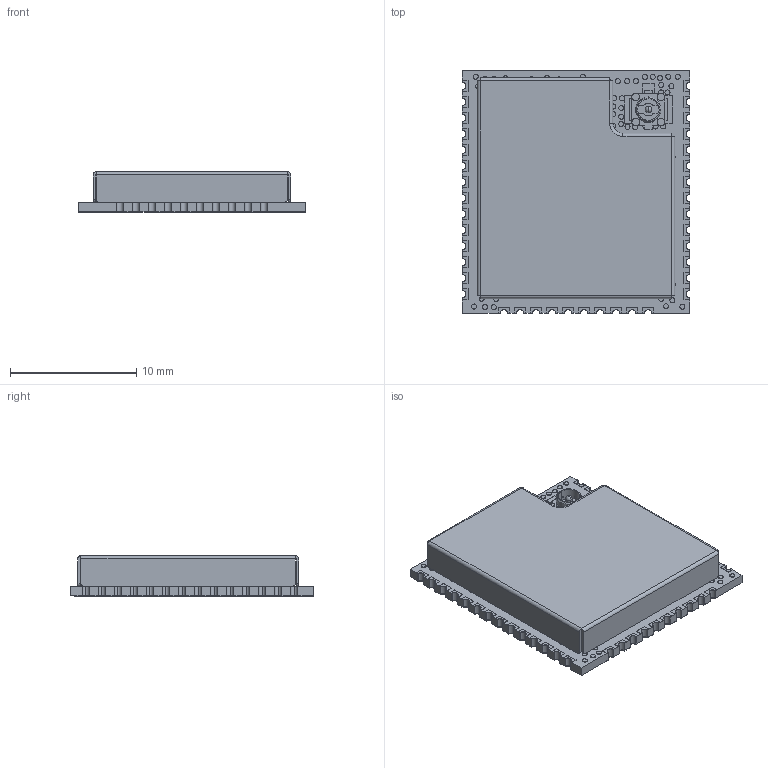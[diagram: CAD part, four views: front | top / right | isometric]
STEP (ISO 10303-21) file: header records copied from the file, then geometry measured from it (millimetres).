
FILE_DESCRIPTION (( 'STEP AP214' ), '1' );
FILE_NAME ('ESP32-WROOM-32UE.STEP', '2021-03-08T06:15:19', ( 'madcow' ), ( 'Microsoft' ), 'SwSTEP 2.0', 'SolidWorks 2019', '' );
FILE_SCHEMA (( 'AUTOMOTIVE_DESIGN' ));
Length unit declared in the file: millimetre
Products named in the file (618): uid__4-47^DesignRootModel_PCB_ESP32-WROOM-32UE_V1(2)_PCB_ESP32-WROOM-32UE_V1; uid__4-132^DesignRootModel_PCB_ESP32-WROOM-32UE_V1(2)_PCB_ESP32-WROOM-32UE_V1; uid__4-218^DesignRootModel_PCB_ESP32-WROOM-32UE_V1(2)_PCB_ESP32-WROOM-32UE_V1; uid__1-342^DesignRootModel_PCB_ESP32-WROOM-32UE_V1(2)_PCB_ESP32-WROOM-32UE_V1; uid__1-426^DesignRootModel_PCB_ESP32-WROOM-32UE_V1(2)_PCB_ESP32-WROOM-32UE_V1; uid__1-509^DesignRootModel_PCB_ESP32-WROOM-32UE_V1(2)_PCB_ESP32-WROOM-32UE_V1; uid__1-593^DesignRootModel_PCB_ESP32-WROOM-32UE_V1(2)_PCB_ESP32-WROOM-32UE_V1; uid__4-62^DesignRootModel_PCB_ESP32-WROOM-32UE_V1(2)_PCB_ESP32-WROOM-32UE_V1; uid__4-147^DesignRootModel_PCB_ESP32-WROOM-32UE_V1(2)_PCB_ESP32-WROOM-32UE_V1; uid__4-232^DesignRootModel_PCB_ESP32-WROOM-32UE_V1(2)_PCB_ESP32-WROOM-32UE_V1; uid__1-357^DesignRootModel_PCB_ESP32-WROOM-32UE_V1(2)_PCB_ESP32-WROOM-32UE_V1; uid__1-440^DesignRootModel_PCB_ESP32-WROOM-32UE_V1(2)_PCB_ESP32-WROOM-32UE_V1; uid__1-524^DesignRootModel_PCB_ESP32-WROOM-32UE_V1(2)_PCB_ESP32-WROOM-32UE_V1; uid__1-607^DesignRootModel_PCB_ESP32-WROOM-32UE_V1(2)_PCB_ESP32-WROOM-32UE_V1; uid__4-76^DesignRootModel_PCB_ESP32-WROOM-32UE_V1(2)_PCB_ESP32-WROOM-32UE_V1; uid__4-162^DesignRootModel_PCB_ESP32-WROOM-32UE_V1(2)_PCB_ESP32-WROOM-32UE_V1; uid__1-287^DesignRootModel_PCB_ESP32-WROOM-32UE_V1(2)_PCB_ESP32-WROOM-32UE_V1; uid__1-273^DesignRootModel_PCB_ESP32-WROOM-32UE_V1(2)_PCB_ESP32-WROOM-32UE_V1; uid__1-371^DesignRootModel_PCB_ESP32-WROOM-32UE_V1(2)_PCB_ESP32-WROOM-32UE_V1; uid__1-455^DesignRootModel_PCB_ESP32-WROOM-32UE_V1(2)_PCB_ESP32-WROOM-32UE_V1; uid__1-538^DesignRootModel_PCB_ESP32-WROOM-32UE_V1(2)_PCB_ESP32-WROOM-32UE_V1; C0402_20210301.STEP^C0402_20210301.STEP_Submodel-C0402_part_DesignRootModel_PCB_ESP32-WROOM-32UE_V1(2)_PCB_ESP32-WROOM-32UE_V1; C0201_20210301.STEP^Submodel-C0201_part_DesignRootModel_PCB_ESP32-WROOM-32UE_V1(2)_PCB_ESP32-WROOM-32UE_V1; uid__4-91^DesignRootModel_PCB_ESP32-WROOM-32UE_V1(2)_PCB_ESP32-WROOM-32UE_V1; uid__4-176^DesignRootModel_PCB_ESP32-WROOM-32UE_V1(2)_PCB_ESP32-WROOM-32UE_V1; uid__1-301^DesignRootModel_PCB_ESP32-WROOM-32UE_V1(2)_PCB_ESP32-WROOM-32UE_V1; uid__1-386^DesignRootModel_PCB_ESP32-WROOM-32UE_V1(2)_PCB_ESP32-WROOM-32UE_V1; uid__1-469^DesignRootModel_PCB_ESP32-WROOM-32UE_V1(2)_PCB_ESP32-WROOM-32UE_V1; uid__1-553^DesignRootModel_PCB_ESP32-WROOM-32UE_V1(2)_PCB_ESP32-WROOM-32UE_V1; R0201_20210301.STEP^Submodel-R0201_part_DesignRootModel_PCB_ESP32-WROOM-32UE_V1(2)_PCB_ESP32-WROOM-32UE_V1; uid__4-21^DesignRootModel_PCB_ESP32-WROOM-32UE_V1(2)_PCB_ESP32-WROOM-32UE_V1; uid__4-106^DesignRootModel_PCB_ESP32-WROOM-32UE_V1(2)_PCB_ESP32-WROOM-32UE_V1; uid__4-192^DesignRootModel_PCB_ESP32-WROOM-32UE_V1(2)_PCB_ESP32-WROOM-32UE_V1; uid__1-316^DesignRootModel_PCB_ESP32-WROOM-32UE_V1(2)_PCB_ESP32-WROOM-32UE_V1; uid__1-400^DesignRootModel_PCB_ESP32-WROOM-32UE_V1(2)_PCB_ESP32-WROOM-32UE_V1; uid__1-484^DesignRootModel_PCB_ESP32-WROOM-32UE_V1(2)_PCB_ESP32-WROOM-32UE_V1; uid__1-568^DesignRootModel_PCB_ESP32-WROOM-32UE_V1(2)_PCB_ESP32-WROOM-32UE_V1; Submodel-C0201_part^DesignRootModel_PCB_ESP32-WROOM-32UE_V1(2)_PCB_ESP32-WROOM-32UE_V1; uid__4-35^DesignRootModel_PCB_ESP32-WROOM-32UE_V1(2)_PCB_ESP32-WROOM-32UE_V1; uid__4-121^DesignRootModel_PCB_ESP32-WROOM-32UE_V1(2)_PCB_ESP32-WROOM-32UE_V1 ...
Assembly tree (671 placements, depth 6):
  ESP32-WROOM-32UE
    PCB_ESP32-WROOM-32UE_V1(2)^PCB_ESP32-WROOM-32UE_V1
      DesignRootModel^PCB_ESP32-WROOM-32UE_V1(2)_PCB_ESP32-WROOM-32UE_V1
        Submodel-QFN48EB_0P35_5_part^DesignRootModel_PCB_ESP32-WROOM-32UE_V1(2)_PCB_ESP32-WROOM-32UE_V1
          ESP32_5x5_20210301.STEP^Submodel-QFN48EB_0P35_5_part_DesignRootModel_PCB_ESP32-WROOM-32UE_V1(2)_PCB_ESP32-WROOM-32UE_V1
            ESP32_5x5_20210301.STEP^ESP32_5x5_20210301.STEP_Submodel-QFN48EB_0P35_5_part_DesignRootModel_PCB_ESP32-WROOM-32UE_V1(2)_PCB_ESP32-WROOM-32UE_V1
        Submodel-ECT818000368_part^DesignRootModel_PCB_ESP32-WROOM-32UE_V1(2)_PCB_ESP32-WROOM-32UE_V1
          20279-001E-01C RECEPTACLE R9 STEP ALL.STEP^Submodel-ECT818000368_part_DesignRootModel_PCB_ESP32-WROOM-32UE_V1(2)_PCB_ESP32-WROOM-32UE_V1
            20279-001E-01C RECEPTACLE R9 STEP ALL.STEP^20279-001E-01C RECEPTACLE R9 STEP ALL.STEP_Submodel-ECT818000368_part_DesignRootModel_PCB_ESP32-WROOM-32UE_V1(2)_PCB_ESP32-WROOM-32UE_V1
        Submodel-SOD882_part^DesignRootModel_PCB_ESP32-WROOM-32UE_V1(2)_PCB_ESP32-WROOM-32UE_V1
          DFN1006.STEP^Submodel-SOD882_part_DesignRootModel_PCB_ESP32-WROOM-32UE_V1(2)_PCB_ESP32-WROOM-32UE_V1
            DFN1006.STEP^DFN1006.STEP_Submodel-SOD882_part_DesignRootModel_PCB_ESP32-WROOM-32UE_V1(2)_PCB_ESP32-WROOM-32UE_V1
        Submodel-XTAL3225_part^DesignRootModel_PCB_ESP32-WROOM-32UE_V1(2)_PCB_ESP32-WROOM-32UE_V1
          XTAL3225_20210301.STEP^Submodel-XTAL3225_part_DesignRootModel_PCB_ESP32-WROOM-32UE_V1(2)_PCB_ESP32-WROOM-32UE_V1
            XTAL3225_20210301.STEP^XTAL3225_20210301.STEP_Submodel-XTAL3225_part_DesignRootModel_PCB_ESP32-WROOM-32UE_V1(2)_PCB_ESP32-WROOM-32UE_V1
        Submodel-C0402_part^DesignRootModel_PCB_ESP32-WROOM-32UE_V1(2)_PCB_ESP32-WROOM-32UE_V1
          C0402_20210301.STEP^Submodel-C0402_part_DesignRootModel_PCB_ESP32-WROOM-32UE_V1(2)_PCB_ESP32-WROOM-32UE_V1
            C0402_20210301.STEP^C0402_20210301.STEP_Submodel-C0402_part_DesignRootModel_PCB_ESP32-WROOM-32UE_V1(2)_PCB_ESP32-WROOM-32UE_V1
        Submodel-SOP8_1P27_6P6_part^DesignRootModel_PCB_ESP32-WROOM-32UE_V1(2)_PCB_ESP32-WROOM-32UE_V1
          SOIC8_208_20210301.STEP^Submodel-SOP8_1P27_6P6_part_DesignRootModel_PCB_ESP32-WROOM-32UE_V1(2)_PCB_ESP32-WROOM-32UE_V1
            SOIC8_208_20210301.STEP^SOIC8_208_20210301.STEP_Submodel-SOP8_1P27_6P6_part_DesignRootModel_PCB_ESP32-WROOM-32UE_V1(2)_PCB_ESP32-WROOM-32UE_V1
        Submodel-L0201_part^DesignRootModel_PCB_ESP32-WROOM-32UE_V1(2)_PCB_ESP32-WROOM-32UE_V1
          L0201_20210301.STEP^Submodel-L0201_part_DesignRootModel_PCB_ESP32-WROOM-32UE_V1(2)_PCB_ESP32-WROOM-32UE_V1
            L0201_20210301.STEP^L0201_20210301.STEP_Submodel-L0201_part_DesignRootModel_PCB_ESP32-WROOM-32UE_V1(2)_PCB_ESP32-WROOM-32UE_V1
        Submodel-L0201_part^DesignRootModel_PCB_ESP32-WROOM-32UE_V1(2)_PCB_ESP32-WROOM-32UE_V1
          L0201_20210301.STEP^Submodel-L0201_part_DesignRootModel_PCB_ESP32-WROOM-32UE_V1(2)_PCB_ESP32-WROOM-32UE_V1
            L0201_20210301.STEP^L0201_20210301.STEP_Submodel-L0201_part_DesignRootModel_PCB_ESP32-WROOM-32UE_V1(2)_PCB_ESP32-WROOM-32UE_V1
        Submodel-R0201_part^DesignRootModel_PCB_ESP32-WROOM-32UE_V1(2)_PCB_ESP32-WROOM-32UE_V1
          R0201_20210301.STEP^Submodel-R0201_part_DesignRootModel_PCB_ESP32-WROOM-32UE_V1(2)_PCB_ESP32-WROOM-32UE_V1
            R0201_20210301.STEP^R0201_20210301.STEP_Submodel-R0201_part_DesignRootModel_PCB_ESP32-WROOM-32UE_V1(2)_PCB_ESP32-WROOM-32UE_V1
        Submodel-R0201_part^DesignRootModel_PCB_ESP32-WROOM-32UE_V1(2)_PCB_ESP32-WROOM-32UE_V1
          R0201_20210301.STEP^Submodel-R0201_part_DesignRootModel_PCB_ESP32-WROOM-32UE_V1(2)_PCB_ESP32-WROOM-32UE_V1
            R0201_20210301.STEP^R0201_20210301.STEP_Submodel-R0201_part_DesignRootModel_PCB_ESP32-WROOM-32UE_V1(2)_PCB_ESP32-WROOM-32UE_V1
        Submodel-C0201_part^DesignRootModel_PCB_ESP32-WROOM-32UE_V1(2)_PCB_ESP32-WROOM-32UE_V1
          C0201_20210301.STEP^Submodel-C0201_part_DesignRootModel_PCB_ESP32-WROOM-32UE_V1(2)_PCB_ESP32-WROOM-32UE_V1
            C0201_20210301.STEP^C0201_20210301.STEP_Submodel-C0201_part_DesignRootModel_PCB_ESP32-WROOM-32UE_V1(2)_PCB_ESP32-WROOM-32UE_V1
        Submodel-C0201_part^DesignRootModel_PCB_ESP32-WROOM-32UE_V1(2)_PCB_ESP32-WROOM-32UE_V1
          C0201_20210301.STEP^Submodel-C0201_part_DesignRootModel_PCB_ESP32-WROOM-32UE_V1(2)_PCB_ESP32-WROOM-32UE_V1
            C0201_20210301.STEP^C0201_20210301.STEP_Submodel-C0201_part_DesignRootModel_PCB_ESP32-WROOM-32UE_V1(2)_PCB_ESP32-WROOM-32UE_V1
        Submodel-C0201_part^DesignRootModel_PCB_ESP32-WROOM-32UE_V1(2)_PCB_ESP32-WROOM-32UE_V1
          C0201_20210301.STEP^Submodel-C0201_part_DesignRootModel_PCB_ESP32-WROOM-32UE_V1(2)_PCB_ESP32-WROOM-32UE_V1
            C0201_20210301.STEP^C0201_20210301.STEP_Submodel-C0201_part_DesignRootModel_PCB_ESP32-WROOM-32UE_V1(2)_PCB_ESP32-WROOM-32UE_V1
        Submodel-C0201_part^DesignRootModel_PCB_ESP32-WROOM-32UE_V1(2)_PCB_ESP32-WROOM-32UE_V1
          C0201_20210301.STEP^Submodel-C0201_part_DesignRootModel_PCB_ESP32-WROOM-32UE_V1(2)_PCB_ESP32-WROOM-32UE_V1
            C0201_20210301.STEP^C0201_20210301.STEP_Submodel-C0201_part_DesignRootModel_PCB_ESP32-WROOM-32UE_V1(2)_PCB_ESP32-WROOM-32UE_V1
        Submodel-C0201_part^DesignRootModel_PCB_ESP32-WROOM-32UE_V1(2)_PCB_ESP32-WROOM-32UE_V1
          C0201_20210301.STEP^Submodel-C0201_part_DesignRootModel_PCB_ESP32-WROOM-32UE_V1(2)_PCB_ESP32-WROOM-32UE_V1
            C0201_20210301.STEP^C0201_20210301.STEP_Submodel-C0201_part_DesignRootModel_PCB_ESP32-WROOM-32UE_V1(2)_PCB_ESP32-WROOM-32UE_V1
        Submodel-C0201_part^DesignRootModel_PCB_ESP32-WROOM-32UE_V1(2)_PCB_ESP32-WROOM-32UE_V1
          C0201_20210301.STEP^Submodel-C0201_part_DesignRootModel_PCB_ESP32-WROOM-32UE_V1(2)_PCB_ESP32-WROOM-32UE_V1
            C0201_20210301.STEP^C0201_20210301.STEP_Submodel-C0201_part_DesignRootModel_PCB_ESP32-WROOM-32UE_V1(2)_PCB_ESP32-WROOM-32UE_V1
        Submodel-C0201_part^DesignRootModel_PCB_ESP32-WROOM-32UE_V1(2)_PCB_ESP32-WROOM-32UE_V1
          C0201_20210301.STEP^Submodel-C0201_part_DesignRootModel_PCB_ESP32-WROOM-32UE_V1(2)_PCB_ESP32-WROOM-32UE_V1
            C0201_20210301.STEP^C0201_20210301.STEP_Submodel-C0201_part_DesignRootModel_PCB_ESP32-WROOM-32UE_V1(2)_PCB_ESP32-WROOM-32UE_V1
        Submodel-C0201_part^DesignRootModel_PCB_ESP32-WROOM-32UE_V1(2)_PCB_ESP32-WROOM-32UE_V1
          C0201_20210301.STEP^Submodel-C0201_part_DesignRootModel_PCB_ESP32-WROOM-32UE_V1(2)_PCB_ESP32-WROOM-32UE_V1
            C0201_20210301.STEP^C0201_20210301.STEP_Submodel-C0201_part_DesignRootModel_PCB_ESP32-WROOM-32UE_V1(2)_PCB_ESP32-WROOM-32UE_V1
        Submodel-C0201_part^DesignRootModel_PCB_ESP32-WROOM-32UE_V1(2)_PCB_ESP32-WROOM-32UE_V1
          C0201_20210301.STEP^Submodel-C0201_part_DesignRootModel_PCB_ESP32-WROOM-32UE_V1(2)_PCB_ESP32-WROOM-32UE_V1
            C0201_20210301.STEP^C0201_20210301.STEP_Submodel-C0201_part_DesignRootModel_PCB_ESP32-WROOM-32UE_V1(2)_PCB_ESP32-WROOM-32UE_V1
Bounding box: 18 x 19.2 x 3.2 mm (x, y, z)
Volume: 400 mm3; surface area: 2194.5 mm2
Topology: 643 solids, 646 shells, 5253 faces, 11375 edges, 7328 vertices
Faces by surface type: plane 3401, cylinder 1659, sphere 146, bspline 34, torus 8, cone 5
Entity records: 136061 total; most frequent: CARTESIAN_POINT 22055, DIRECTION 19903, ORIENTED_EDGE 16517, EDGE_CURVE 8288, AXIS2_PLACEMENT_3D 7231, VERTEX_POINT 5487, LINE 5441, VECTOR 5441
